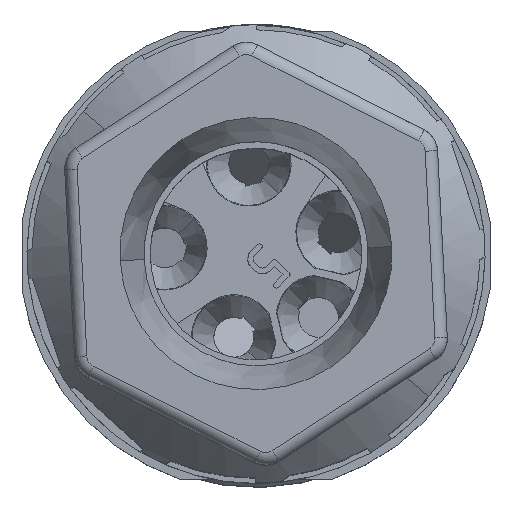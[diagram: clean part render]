
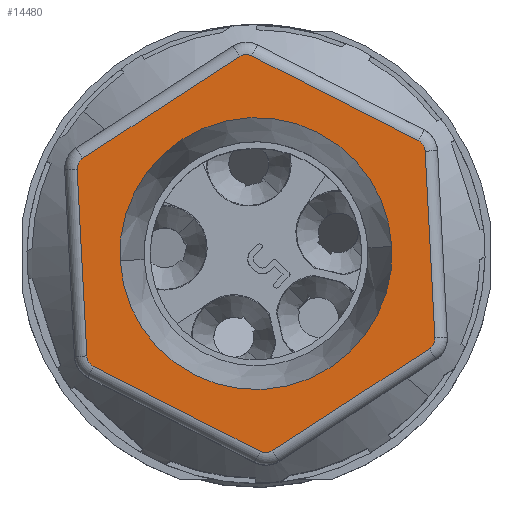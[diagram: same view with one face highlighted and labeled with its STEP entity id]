
A CAD part, top view. The second image highlights one B-rep face of the part: STEP entity #14480.
In plain terms, the highlighted planar face has unit normal (0, 0, 1).
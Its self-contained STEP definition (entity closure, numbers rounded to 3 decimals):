
#14376=AXIS2_PLACEMENT_3D('Circle Axis2P3D',#14374,#14375,$) ;
#14390=AXIS2_PLACEMENT_3D('Plane Axis2P3D',#14387,#14388,#14389) ;
#14445=AXIS2_PLACEMENT_3D('Circle Axis2P3D',#14443,#14444,$) ;
#14464=AXIS2_PLACEMENT_3D('Circle Axis2P3D',#14462,#14463,$) ;
#14473=AXIS2_PLACEMENT_3D('Circle Axis2P3D',#14471,#14472,$) ;
#14206=CARTESIAN_POINT('Vertex',(9.563,1.359,61.9)) ;
#14209=CARTESIAN_POINT('Line Origine',(8.336,1.985,61.9)) ;
#14213=CARTESIAN_POINT('Vertex',(2.877,4.769,61.9)) ;
#14238=CARTESIAN_POINT('Vertex',(2.214,12.683,61.9)) ;
#14245=CARTESIAN_POINT('Vertex',(2.605,5.188,61.9)) ;
#14248=CARTESIAN_POINT('Line Origine',(4.79,-36.752,61.9)) ;
#14266=CARTESIAN_POINT('Line Origine',(7.582,16.465,61.9)) ;
#14270=CARTESIAN_POINT('Vertex',(8.737,17.215,61.9)) ;
#14272=CARTESIAN_POINT('Vertex',(2.441,13.129,61.9)) ;
#14302=CARTESIAN_POINT('Vertex',(9.237,17.241,61.9)) ;
#14305=CARTESIAN_POINT('Line Origine',(7.495,18.129,61.9)) ;
#14309=CARTESIAN_POINT('Vertex',(15.923,13.831,61.9)) ;
#14330=CARTESIAN_POINT('Line Origine',(18.771,-36.023,61.9)) ;
#14334=CARTESIAN_POINT('Vertex',(16.586,5.917,61.9)) ;
#14336=CARTESIAN_POINT('Vertex',(16.195,13.412,61.9)) ;
#14371=CARTESIAN_POINT('Vertex',(10.063,1.385,61.9)) ;
#14374=CARTESIAN_POINT('Axis2P3D Location',(9.791,1.805,61.9)) ;
#14387=CARTESIAN_POINT('Axis2P3D Location',(4.214,5.935,61.9)) ;
#14393=CARTESIAN_POINT('Control Point',(8.737,17.215,61.9)) ;
#14394=CARTESIAN_POINT('Control Point',(8.79,17.249,61.9)) ;
#14395=CARTESIAN_POINT('Control Point',(8.848,17.275,61.9)) ;
#14396=CARTESIAN_POINT('Control Point',(8.91,17.291,61.9)) ;
#14397=CARTESIAN_POINT('Control Point',(9.015,17.302,61.9)) ;
#14398=CARTESIAN_POINT('Control Point',(9.119,17.286,61.9)) ;
#14399=CARTESIAN_POINT('Control Point',(9.16,17.275,61.9)) ;
#14400=CARTESIAN_POINT('Control Point',(9.199,17.26,61.9)) ;
#14401=CARTESIAN_POINT('Control Point',(9.237,17.241,61.9)) ;
#14404=CARTESIAN_POINT('Control Point',(2.214,12.683,61.9)) ;
#14405=CARTESIAN_POINT('Control Point',(2.211,12.746,61.9)) ;
#14406=CARTESIAN_POINT('Control Point',(2.218,12.809,61.9)) ;
#14407=CARTESIAN_POINT('Control Point',(2.234,12.871,61.9)) ;
#14408=CARTESIAN_POINT('Control Point',(2.277,12.968,61.9)) ;
#14409=CARTESIAN_POINT('Control Point',(2.343,13.05,61.9)) ;
#14410=CARTESIAN_POINT('Control Point',(2.374,13.08,61.9)) ;
#14411=CARTESIAN_POINT('Control Point',(2.406,13.106,61.9)) ;
#14412=CARTESIAN_POINT('Control Point',(2.441,13.129,61.9)) ;
#14415=CARTESIAN_POINT('Control Point',(2.877,4.769,61.9)) ;
#14416=CARTESIAN_POINT('Control Point',(2.821,4.797,61.9)) ;
#14417=CARTESIAN_POINT('Control Point',(2.769,4.835,61.9)) ;
#14418=CARTESIAN_POINT('Control Point',(2.724,4.88,61.9)) ;
#14419=CARTESIAN_POINT('Control Point',(2.662,4.965,61.9)) ;
#14420=CARTESIAN_POINT('Control Point',(2.625,5.064,61.9)) ;
#14421=CARTESIAN_POINT('Control Point',(2.613,5.105,61.9)) ;
#14422=CARTESIAN_POINT('Control Point',(2.607,5.146,61.9)) ;
#14423=CARTESIAN_POINT('Control Point',(2.605,5.188,61.9)) ;
#14425=CARTESIAN_POINT('Line Origine',(13.211,3.428,61.9)) ;
#14429=CARTESIAN_POINT('Vertex',(16.359,5.471,61.9)) ;
#14433=CARTESIAN_POINT('Control Point',(16.586,5.917,61.9)) ;
#14434=CARTESIAN_POINT('Control Point',(16.589,5.854,61.9)) ;
#14435=CARTESIAN_POINT('Control Point',(16.582,5.791,61.9)) ;
#14436=CARTESIAN_POINT('Control Point',(16.566,5.729,61.9)) ;
#14437=CARTESIAN_POINT('Control Point',(16.523,5.632,61.9)) ;
#14438=CARTESIAN_POINT('Control Point',(16.457,5.55,61.9)) ;
#14439=CARTESIAN_POINT('Control Point',(16.426,5.52,61.9)) ;
#14440=CARTESIAN_POINT('Control Point',(16.394,5.494,61.9)) ;
#14441=CARTESIAN_POINT('Control Point',(16.359,5.471,61.9)) ;
#14443=CARTESIAN_POINT('Axis2P3D Location',(15.696,13.386,61.9)) ;
#14462=CARTESIAN_POINT('Axis2P3D Location',(9.4,9.3,61.9)) ;
#14466=CARTESIAN_POINT('Vertex',(14.857,9.584,61.9)) ;
#14468=CARTESIAN_POINT('Vertex',(3.943,9.016,61.9)) ;
#14471=CARTESIAN_POINT('Axis2P3D Location',(9.4,9.3,61.9)) ;
#14210=DIRECTION('Vector Direction',(0.891,-0.454,0.)) ;
#14249=DIRECTION('Vector Direction',(0.052,-0.999,0.)) ;
#14267=DIRECTION('Vector Direction',(-0.839,-0.544,0.)) ;
#14306=DIRECTION('Vector Direction',(-0.891,0.454,0.)) ;
#14331=DIRECTION('Vector Direction',(-0.052,0.999,0.)) ;
#14375=DIRECTION('Axis2P3D Direction',(0.,0.,-1.)) ;
#14388=DIRECTION('Axis2P3D Direction',(0.,0.,1.)) ;
#14389=DIRECTION('Axis2P3D XDirection',(-0.839,-0.544,0.)) ;
#14426=DIRECTION('Vector Direction',(-0.839,-0.544,0.)) ;
#14444=DIRECTION('Axis2P3D Direction',(0.,0.,1.)) ;
#14463=DIRECTION('Axis2P3D Direction',(0.,0.,1.)) ;
#14472=DIRECTION('Axis2P3D Direction',(0.,0.,1.)) ;
#14211=VECTOR('Line Direction',#14210,1.) ;
#14250=VECTOR('Line Direction',#14249,1.) ;
#14268=VECTOR('Line Direction',#14267,1.) ;
#14307=VECTOR('Line Direction',#14306,1.) ;
#14332=VECTOR('Line Direction',#14331,1.) ;
#14427=VECTOR('Line Direction',#14426,1.) ;
#14449=ORIENTED_EDGE('',*,*,#14311,.T.) ;
#14450=ORIENTED_EDGE('',*,*,#14402,.F.) ;
#14451=ORIENTED_EDGE('',*,*,#14274,.T.) ;
#14452=ORIENTED_EDGE('',*,*,#14413,.F.) ;
#14453=ORIENTED_EDGE('',*,*,#14252,.T.) ;
#14454=ORIENTED_EDGE('',*,*,#14424,.F.) ;
#14455=ORIENTED_EDGE('',*,*,#14215,.T.) ;
#14456=ORIENTED_EDGE('',*,*,#14378,.F.) ;
#14457=ORIENTED_EDGE('',*,*,#14431,.F.) ;
#14458=ORIENTED_EDGE('',*,*,#14442,.F.) ;
#14459=ORIENTED_EDGE('',*,*,#14338,.T.) ;
#14460=ORIENTED_EDGE('',*,*,#14447,.T.) ;
#14477=ORIENTED_EDGE('',*,*,#14470,.F.) ;
#14478=ORIENTED_EDGE('',*,*,#14475,.F.) ;
#14479=FACE_BOUND('',#14476,.T.) ;
#14480=ADVANCED_FACE('Hauptk\X2\00F6\X0\rper',(#14461,#14479),#14391,.T.) ;
#14392=B_SPLINE_CURVE_WITH_KNOTS('',5,(#14393,#14394,#14395,#14396,#14397,#14398,#14399,#14400,#14401),.UNSPECIFIED.,.F.,.U.,(6,3,6),(0.,0.444,0.739),.UNSPECIFIED.) ;
#14403=B_SPLINE_CURVE_WITH_KNOTS('',5,(#14404,#14405,#14406,#14407,#14408,#14409,#14410,#14411,#14412),.UNSPECIFIED.,.F.,.U.,(6,3,6),(0.,0.444,0.739),.UNSPECIFIED.) ;
#14414=B_SPLINE_CURVE_WITH_KNOTS('',5,(#14415,#14416,#14417,#14418,#14419,#14420,#14421,#14422,#14423),.UNSPECIFIED.,.F.,.U.,(6,3,6),(0.,0.444,0.739),.UNSPECIFIED.) ;
#14432=B_SPLINE_CURVE_WITH_KNOTS('',5,(#14433,#14434,#14435,#14436,#14437,#14438,#14439,#14440,#14441),.UNSPECIFIED.,.F.,.U.,(6,3,6),(0.,0.444,0.739),.UNSPECIFIED.) ;
#14377=CIRCLE('generated circle',#14376,0.5) ;
#14446=CIRCLE('generated circle',#14445,0.5) ;
#14465=CIRCLE('generated circle',#14464,5.465) ;
#14474=CIRCLE('generated circle',#14473,5.465) ;
#14215=EDGE_CURVE('',#14214,#14207,#14212,.T.) ;
#14252=EDGE_CURVE('',#14239,#14246,#14251,.T.) ;
#14274=EDGE_CURVE('',#14271,#14273,#14269,.T.) ;
#14311=EDGE_CURVE('',#14310,#14303,#14308,.T.) ;
#14338=EDGE_CURVE('',#14335,#14337,#14333,.T.) ;
#14378=EDGE_CURVE('',#14372,#14207,#14377,.T.) ;
#14402=EDGE_CURVE('',#14271,#14303,#14392,.T.) ;
#14413=EDGE_CURVE('',#14239,#14273,#14403,.T.) ;
#14424=EDGE_CURVE('',#14214,#14246,#14414,.T.) ;
#14431=EDGE_CURVE('',#14430,#14372,#14428,.T.) ;
#14442=EDGE_CURVE('',#14335,#14430,#14432,.T.) ;
#14447=EDGE_CURVE('',#14337,#14310,#14446,.T.) ;
#14470=EDGE_CURVE('',#14467,#14469,#14465,.T.) ;
#14475=EDGE_CURVE('',#14469,#14467,#14474,.T.) ;
#14448=EDGE_LOOP('',(#14449,#14450,#14451,#14452,#14453,#14454,#14455,#14456,#14457,#14458,#14459,#14460)) ;
#14476=EDGE_LOOP('',(#14477,#14478)) ;
#14461=FACE_OUTER_BOUND('',#14448,.T.) ;
#14212=LINE('Line',#14209,#14211) ;
#14251=LINE('Line',#14248,#14250) ;
#14269=LINE('Line',#14266,#14268) ;
#14308=LINE('Line',#14305,#14307) ;
#14333=LINE('Line',#14330,#14332) ;
#14428=LINE('Line',#14425,#14427) ;
#14391=PLANE('',#14390) ;
#14207=VERTEX_POINT('',#14206) ;
#14214=VERTEX_POINT('',#14213) ;
#14239=VERTEX_POINT('',#14238) ;
#14246=VERTEX_POINT('',#14245) ;
#14271=VERTEX_POINT('',#14270) ;
#14273=VERTEX_POINT('',#14272) ;
#14303=VERTEX_POINT('',#14302) ;
#14310=VERTEX_POINT('',#14309) ;
#14335=VERTEX_POINT('',#14334) ;
#14337=VERTEX_POINT('',#14336) ;
#14372=VERTEX_POINT('',#14371) ;
#14430=VERTEX_POINT('',#14429) ;
#14467=VERTEX_POINT('',#14466) ;
#14469=VERTEX_POINT('',#14468) ;
